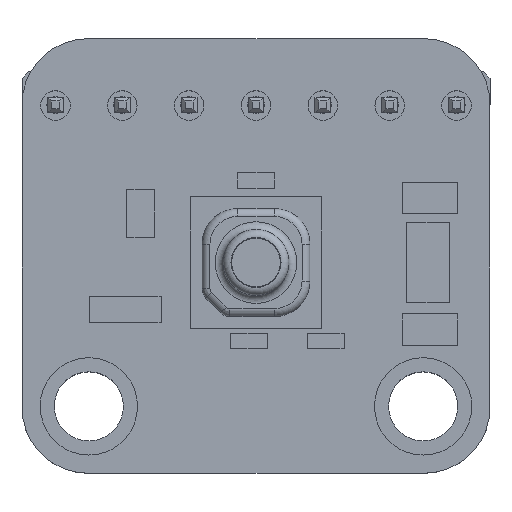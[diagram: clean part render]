
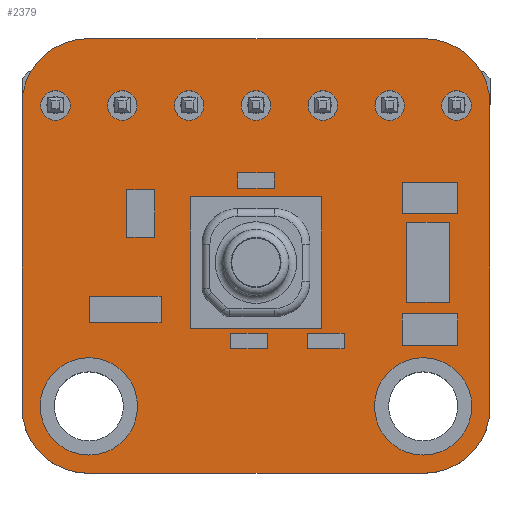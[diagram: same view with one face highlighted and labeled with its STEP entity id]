
A CAD part, top view. The second image highlights one B-rep face of the part: STEP entity #2379.
In plain terms, the highlighted planar face has unit normal (0, 0, 1).
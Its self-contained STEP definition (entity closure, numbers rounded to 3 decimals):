
#65=FACE_BOUND('',#450,.T.);
#66=FACE_BOUND('',#451,.T.);
#67=FACE_BOUND('',#452,.T.);
#68=FACE_BOUND('',#453,.T.);
#69=FACE_BOUND('',#454,.T.);
#70=FACE_BOUND('',#455,.T.);
#71=FACE_BOUND('',#456,.T.);
#72=FACE_BOUND('',#457,.T.);
#73=FACE_BOUND('',#458,.T.);
#74=FACE_BOUND('',#459,.T.);
#201=PLANE('',#2678);
#307=FACE_OUTER_BOUND('',#449,.T.);
#449=EDGE_LOOP('',(#1715,#1716,#1717,#1718,#1719,#1720,#1721,#1722));
#450=EDGE_LOOP('',(#1723));
#451=EDGE_LOOP('',(#1724,#1725));
#452=EDGE_LOOP('',(#1726,#1727));
#453=EDGE_LOOP('',(#1728,#1729));
#454=EDGE_LOOP('',(#1730,#1731));
#455=EDGE_LOOP('',(#1732,#1733));
#456=EDGE_LOOP('',(#1734,#1735));
#457=EDGE_LOOP('',(#1736,#1737));
#458=EDGE_LOOP('',(#1738,#1739,#1740,#1741));
#459=EDGE_LOOP('',(#1742));
#617=LINE('',#3619,#857);
#618=LINE('',#3623,#858);
#619=LINE('',#3627,#859);
#620=LINE('',#3630,#860);
#621=LINE('',#3661,#861);
#622=LINE('',#3663,#862);
#623=LINE('',#3665,#863);
#624=LINE('',#3666,#864);
#857=VECTOR('',#2923,10.);
#858=VECTOR('',#2926,10.);
#859=VECTOR('',#2929,10.);
#860=VECTOR('',#2932,10.);
#861=VECTOR('',#2961,10.);
#862=VECTOR('',#2962,10.);
#863=VECTOR('',#2963,10.);
#864=VECTOR('',#2964,10.);
#1098=CIRCLE('',#2675,1.85);
#1101=CIRCLE('',#2679,2.5);
#1102=CIRCLE('',#2680,2.5);
#1103=CIRCLE('',#2681,2.5);
#1104=CIRCLE('',#2682,2.5);
#1105=CIRCLE('',#2683,0.563);
#1106=CIRCLE('',#2684,0.563);
#1107=CIRCLE('',#2685,0.563);
#1108=CIRCLE('',#2686,0.563);
#1109=CIRCLE('',#2687,0.563);
#1110=CIRCLE('',#2688,0.563);
#1111=CIRCLE('',#2689,0.563);
#1112=CIRCLE('',#2690,0.563);
#1113=CIRCLE('',#2691,0.563);
#1114=CIRCLE('',#2692,0.563);
#1115=CIRCLE('',#2693,0.563);
#1116=CIRCLE('',#2694,0.563);
#1117=CIRCLE('',#2695,0.563);
#1118=CIRCLE('',#2696,0.563);
#1119=CIRCLE('',#2697,1.85);
#1178=VERTEX_POINT('',#3608);
#1181=VERTEX_POINT('',#3615);
#1182=VERTEX_POINT('',#3616);
#1183=VERTEX_POINT('',#3618);
#1184=VERTEX_POINT('',#3620);
#1185=VERTEX_POINT('',#3622);
#1186=VERTEX_POINT('',#3624);
#1187=VERTEX_POINT('',#3626);
#1188=VERTEX_POINT('',#3628);
#1189=VERTEX_POINT('',#3631);
#1190=VERTEX_POINT('',#3632);
#1191=VERTEX_POINT('',#3635);
#1192=VERTEX_POINT('',#3636);
#1193=VERTEX_POINT('',#3639);
#1194=VERTEX_POINT('',#3640);
#1195=VERTEX_POINT('',#3643);
#1196=VERTEX_POINT('',#3644);
#1197=VERTEX_POINT('',#3647);
#1198=VERTEX_POINT('',#3648);
#1199=VERTEX_POINT('',#3651);
#1200=VERTEX_POINT('',#3652);
#1201=VERTEX_POINT('',#3655);
#1202=VERTEX_POINT('',#3656);
#1203=VERTEX_POINT('',#3659);
#1204=VERTEX_POINT('',#3660);
#1205=VERTEX_POINT('',#3662);
#1206=VERTEX_POINT('',#3664);
#1207=VERTEX_POINT('',#3667);
#1390=EDGE_CURVE('',#1178,#1178,#1098,.T.);
#1393=EDGE_CURVE('',#1181,#1182,#1101,.T.);
#1394=EDGE_CURVE('',#1181,#1183,#617,.T.);
#1395=EDGE_CURVE('',#1184,#1183,#1102,.T.);
#1396=EDGE_CURVE('',#1184,#1185,#618,.T.);
#1397=EDGE_CURVE('',#1186,#1185,#1103,.T.);
#1398=EDGE_CURVE('',#1186,#1187,#619,.T.);
#1399=EDGE_CURVE('',#1188,#1187,#1104,.T.);
#1400=EDGE_CURVE('',#1188,#1182,#620,.T.);
#1401=EDGE_CURVE('',#1189,#1190,#1105,.T.);
#1402=EDGE_CURVE('',#1190,#1189,#1106,.T.);
#1403=EDGE_CURVE('',#1191,#1192,#1107,.T.);
#1404=EDGE_CURVE('',#1192,#1191,#1108,.T.);
#1405=EDGE_CURVE('',#1193,#1194,#1109,.T.);
#1406=EDGE_CURVE('',#1194,#1193,#1110,.T.);
#1407=EDGE_CURVE('',#1195,#1196,#1111,.T.);
#1408=EDGE_CURVE('',#1196,#1195,#1112,.T.);
#1409=EDGE_CURVE('',#1197,#1198,#1113,.T.);
#1410=EDGE_CURVE('',#1198,#1197,#1114,.T.);
#1411=EDGE_CURVE('',#1199,#1200,#1115,.T.);
#1412=EDGE_CURVE('',#1200,#1199,#1116,.T.);
#1413=EDGE_CURVE('',#1201,#1202,#1117,.T.);
#1414=EDGE_CURVE('',#1202,#1201,#1118,.T.);
#1415=EDGE_CURVE('',#1203,#1204,#621,.T.);
#1416=EDGE_CURVE('',#1204,#1205,#622,.T.);
#1417=EDGE_CURVE('',#1205,#1206,#623,.T.);
#1418=EDGE_CURVE('',#1206,#1203,#624,.T.);
#1419=EDGE_CURVE('',#1207,#1207,#1119,.T.);
#1715=ORIENTED_EDGE('',*,*,#1393,.F.);
#1716=ORIENTED_EDGE('',*,*,#1394,.T.);
#1717=ORIENTED_EDGE('',*,*,#1395,.F.);
#1718=ORIENTED_EDGE('',*,*,#1396,.T.);
#1719=ORIENTED_EDGE('',*,*,#1397,.F.);
#1720=ORIENTED_EDGE('',*,*,#1398,.T.);
#1721=ORIENTED_EDGE('',*,*,#1399,.F.);
#1722=ORIENTED_EDGE('',*,*,#1400,.T.);
#1723=ORIENTED_EDGE('',*,*,#1390,.T.);
#1724=ORIENTED_EDGE('',*,*,#1401,.T.);
#1725=ORIENTED_EDGE('',*,*,#1402,.T.);
#1726=ORIENTED_EDGE('',*,*,#1403,.T.);
#1727=ORIENTED_EDGE('',*,*,#1404,.T.);
#1728=ORIENTED_EDGE('',*,*,#1405,.T.);
#1729=ORIENTED_EDGE('',*,*,#1406,.T.);
#1730=ORIENTED_EDGE('',*,*,#1407,.T.);
#1731=ORIENTED_EDGE('',*,*,#1408,.T.);
#1732=ORIENTED_EDGE('',*,*,#1409,.T.);
#1733=ORIENTED_EDGE('',*,*,#1410,.T.);
#1734=ORIENTED_EDGE('',*,*,#1411,.T.);
#1735=ORIENTED_EDGE('',*,*,#1412,.T.);
#1736=ORIENTED_EDGE('',*,*,#1413,.T.);
#1737=ORIENTED_EDGE('',*,*,#1414,.T.);
#1738=ORIENTED_EDGE('',*,*,#1415,.T.);
#1739=ORIENTED_EDGE('',*,*,#1416,.T.);
#1740=ORIENTED_EDGE('',*,*,#1417,.T.);
#1741=ORIENTED_EDGE('',*,*,#1418,.T.);
#1742=ORIENTED_EDGE('',*,*,#1419,.F.);
#2379=ADVANCED_FACE('',(#307,#65,#66,#67,#68,#69,#70,#71,#72,#73,#74),#201,
 .T.);
#2675=AXIS2_PLACEMENT_3D('',#3609,#2913,#2914);
#2678=AXIS2_PLACEMENT_3D('',#3614,#2919,#2920);
#2679=AXIS2_PLACEMENT_3D('',#3617,#2921,#2922);
#2680=AXIS2_PLACEMENT_3D('',#3621,#2924,#2925);
#2681=AXIS2_PLACEMENT_3D('',#3625,#2927,#2928);
#2682=AXIS2_PLACEMENT_3D('',#3629,#2930,#2931);
#2683=AXIS2_PLACEMENT_3D('',#3633,#2933,#2934);
#2684=AXIS2_PLACEMENT_3D('',#3634,#2935,#2936);
#2685=AXIS2_PLACEMENT_3D('',#3637,#2937,#2938);
#2686=AXIS2_PLACEMENT_3D('',#3638,#2939,#2940);
#2687=AXIS2_PLACEMENT_3D('',#3641,#2941,#2942);
#2688=AXIS2_PLACEMENT_3D('',#3642,#2943,#2944);
#2689=AXIS2_PLACEMENT_3D('',#3645,#2945,#2946);
#2690=AXIS2_PLACEMENT_3D('',#3646,#2947,#2948);
#2691=AXIS2_PLACEMENT_3D('',#3649,#2949,#2950);
#2692=AXIS2_PLACEMENT_3D('',#3650,#2951,#2952);
#2693=AXIS2_PLACEMENT_3D('',#3653,#2953,#2954);
#2694=AXIS2_PLACEMENT_3D('',#3654,#2955,#2956);
#2695=AXIS2_PLACEMENT_3D('',#3657,#2957,#2958);
#2696=AXIS2_PLACEMENT_3D('',#3658,#2959,#2960);
#2697=AXIS2_PLACEMENT_3D('',#3668,#2965,#2966);
#2913=DIRECTION('center_axis',(0.,0.,-1.));
#2914=DIRECTION('ref_axis',(1.,0.,0.));
#2919=DIRECTION('center_axis',(0.,0.,1.));
#2920=DIRECTION('ref_axis',(1.,0.,0.));
#2921=DIRECTION('center_axis',(0.,0.,-1.));
#2922=DIRECTION('ref_axis',(0.707,-0.707,0.));
#2923=DIRECTION('',(0.,1.,0.));
#2924=DIRECTION('center_axis',(0.,0.,-1.));
#2925=DIRECTION('ref_axis',(0.707,0.707,0.));
#2926=DIRECTION('',(-1.,0.,0.));
#2927=DIRECTION('center_axis',(0.,0.,-1.));
#2928=DIRECTION('ref_axis',(-0.707,0.707,0.));
#2929=DIRECTION('',(0.,-1.,0.));
#2930=DIRECTION('center_axis',(0.,0.,-1.));
#2931=DIRECTION('ref_axis',(-0.707,-0.707,0.));
#2932=DIRECTION('',(1.,0.,0.));
#2933=DIRECTION('center_axis',(0.,0.,-1.));
#2934=DIRECTION('ref_axis',(1.,0.,0.));
#2935=DIRECTION('center_axis',(0.,0.,-1.));
#2936=DIRECTION('ref_axis',(1.,0.,0.));
#2937=DIRECTION('center_axis',(0.,0.,-1.));
#2938=DIRECTION('ref_axis',(1.,0.,0.));
#2939=DIRECTION('center_axis',(0.,0.,-1.));
#2940=DIRECTION('ref_axis',(1.,0.,0.));
#2941=DIRECTION('center_axis',(0.,0.,-1.));
#2942=DIRECTION('ref_axis',(1.,0.,0.));
#2943=DIRECTION('center_axis',(0.,0.,-1.));
#2944=DIRECTION('ref_axis',(1.,0.,0.));
#2945=DIRECTION('center_axis',(0.,0.,-1.));
#2946=DIRECTION('ref_axis',(1.,0.,0.));
#2947=DIRECTION('center_axis',(0.,0.,-1.));
#2948=DIRECTION('ref_axis',(1.,0.,0.));
#2949=DIRECTION('center_axis',(0.,0.,-1.));
#2950=DIRECTION('ref_axis',(1.,0.,0.));
#2951=DIRECTION('center_axis',(0.,0.,-1.));
#2952=DIRECTION('ref_axis',(1.,0.,0.));
#2953=DIRECTION('center_axis',(0.,0.,-1.));
#2954=DIRECTION('ref_axis',(1.,0.,0.));
#2955=DIRECTION('center_axis',(0.,0.,-1.));
#2956=DIRECTION('ref_axis',(1.,0.,0.));
#2957=DIRECTION('center_axis',(0.,0.,-1.));
#2958=DIRECTION('ref_axis',(1.,0.,0.));
#2959=DIRECTION('center_axis',(0.,0.,-1.));
#2960=DIRECTION('ref_axis',(1.,0.,0.));
#2961=DIRECTION('',(0.,1.,0.));
#2962=DIRECTION('',(1.,0.,0.));
#2963=DIRECTION('',(0.,-1.,0.));
#2964=DIRECTION('',(-1.,0.,0.));
#2965=DIRECTION('center_axis',(0.,0.,1.));
#2966=DIRECTION('ref_axis',(1.,0.,0.));
#3608=CARTESIAN_POINT('',(-4.5,-5.715,1.65));
#3609=CARTESIAN_POINT('Origin',(-6.35,-5.715,1.65));
#3614=CARTESIAN_POINT('Origin',(0.,0.,1.65));
#3615=CARTESIAN_POINT('',(8.89,-5.755,1.65));
#3616=CARTESIAN_POINT('',(6.39,-8.255,1.65));
#3617=CARTESIAN_POINT('Origin',(6.39,-5.755,1.65));
#3618=CARTESIAN_POINT('',(8.89,5.755,1.65));
#3619=CARTESIAN_POINT('',(8.89,8.255,1.65));
#3620=CARTESIAN_POINT('',(6.39,8.255,1.65));
#3621=CARTESIAN_POINT('Origin',(6.39,5.755,1.65));
#3622=CARTESIAN_POINT('',(-6.39,8.255,1.65));
#3623=CARTESIAN_POINT('',(-8.89,8.255,1.65));
#3624=CARTESIAN_POINT('',(-8.89,5.755,1.65));
#3625=CARTESIAN_POINT('Origin',(-6.39,5.755,1.65));
#3626=CARTESIAN_POINT('',(-8.89,-5.755,1.65));
#3627=CARTESIAN_POINT('',(-8.89,-8.255,1.65));
#3628=CARTESIAN_POINT('',(-6.39,-8.255,1.65));
#3629=CARTESIAN_POINT('Origin',(-6.39,-5.755,1.65));
#3630=CARTESIAN_POINT('',(8.89,-8.255,1.65));
#3631=CARTESIAN_POINT('',(-7.058,5.715,1.65));
#3632=CARTESIAN_POINT('',(-8.183,5.715,1.65));
#3633=CARTESIAN_POINT('Origin',(-7.62,5.715,1.65));
#3634=CARTESIAN_POINT('Origin',(-7.62,5.715,1.65));
#3635=CARTESIAN_POINT('',(-1.978,5.715,1.65));
#3636=CARTESIAN_POINT('',(-3.103,5.715,1.65));
#3637=CARTESIAN_POINT('Origin',(-2.54,5.715,1.65));
#3638=CARTESIAN_POINT('Origin',(-2.54,5.715,1.65));
#3639=CARTESIAN_POINT('',(3.103,5.715,1.65));
#3640=CARTESIAN_POINT('',(1.978,5.715,1.65));
#3641=CARTESIAN_POINT('Origin',(2.54,5.715,1.65));
#3642=CARTESIAN_POINT('Origin',(2.54,5.715,1.65));
#3643=CARTESIAN_POINT('',(8.183,5.715,1.65));
#3644=CARTESIAN_POINT('',(7.058,5.715,1.65));
#3645=CARTESIAN_POINT('Origin',(7.62,5.715,1.65));
#3646=CARTESIAN_POINT('Origin',(7.62,5.715,1.65));
#3647=CARTESIAN_POINT('',(5.643,5.715,1.65));
#3648=CARTESIAN_POINT('',(4.518,5.715,1.65));
#3649=CARTESIAN_POINT('Origin',(5.08,5.715,1.65));
#3650=CARTESIAN_POINT('Origin',(5.08,5.715,1.65));
#3651=CARTESIAN_POINT('',(0.563,5.715,1.65));
#3652=CARTESIAN_POINT('',(-0.562,5.715,1.65));
#3653=CARTESIAN_POINT('Origin',(0.,5.715,1.65));
#3654=CARTESIAN_POINT('Origin',(0.,5.715,1.65));
#3655=CARTESIAN_POINT('',(-4.518,5.715,1.65));
#3656=CARTESIAN_POINT('',(-5.643,5.715,1.65));
#3657=CARTESIAN_POINT('Origin',(-5.08,5.715,1.65));
#3658=CARTESIAN_POINT('Origin',(-5.08,5.715,1.65));
#3659=CARTESIAN_POINT('',(-2.5,-2.755,1.65));
#3660=CARTESIAN_POINT('',(-2.5,2.245,1.65));
#3661=CARTESIAN_POINT('',(-2.5,1.123,1.65));
#3662=CARTESIAN_POINT('',(2.5,2.245,1.65));
#3663=CARTESIAN_POINT('',(1.25,2.245,1.65));
#3664=CARTESIAN_POINT('',(2.5,-2.755,1.65));
#3665=CARTESIAN_POINT('',(2.5,-1.378,1.65));
#3666=CARTESIAN_POINT('',(-1.25,-2.755,1.65));
#3667=CARTESIAN_POINT('',(8.2,-5.715,1.65));
#3668=CARTESIAN_POINT('Origin',(6.35,-5.715,1.65));
